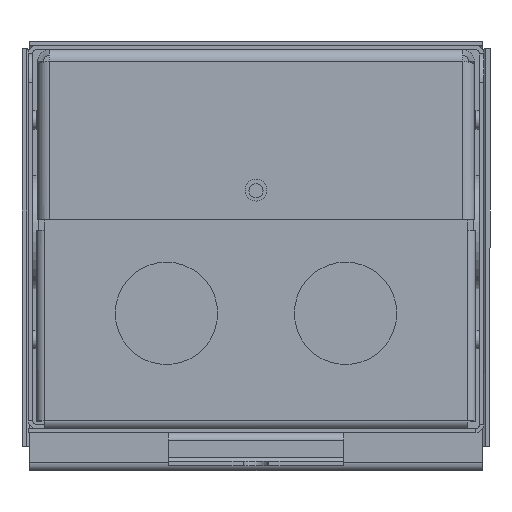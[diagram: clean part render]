
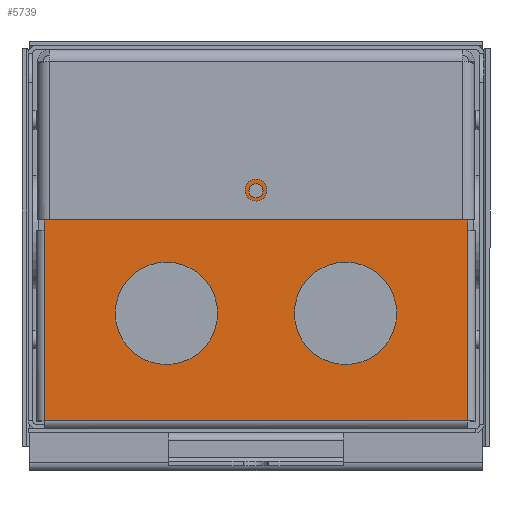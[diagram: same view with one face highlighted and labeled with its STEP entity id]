
A CAD part, front view. The second image highlights one B-rep face of the part: STEP entity #5739.
In plain terms, the highlighted planar face has unit normal (0, -1, 0).
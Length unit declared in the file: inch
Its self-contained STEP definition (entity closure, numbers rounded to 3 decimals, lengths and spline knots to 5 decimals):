
#857 = FACE_BOUND ( 'NONE', #7300, .T. ) ;
#860 = FACE_BOUND ( 'NONE', #7351, .T. ) ;
#862 = FACE_OUTER_BOUND ( 'NONE', #7273, .T. ) ;
#863 = FACE_BOUND ( 'NONE', #7454, .T. ) ;
#1876 = AXIS2_PLACEMENT_3D ( 'NONE', #2258, #2260, #2266 ) ;
#2044 = AXIS2_PLACEMENT_3D ( 'NONE', #4490, #4491, #4492 ) ;
#2054 = AXIS2_PLACEMENT_3D ( 'NONE', #4590, #4591, #4592 ) ;
#2061 = AXIS2_PLACEMENT_3D ( 'NONE', #4621, #4622, #4623 ) ;
#2072 = AXIS2_PLACEMENT_3D ( 'NONE', #4732, #4733, #4734 ) ;
#2073 = AXIS2_PLACEMENT_3D ( 'NONE', #4735, #4736, #4737 ) ;
#2077 = AXIS2_PLACEMENT_3D ( 'NONE', #4752, #4753, #4754 ) ;
#2258 = CARTESIAN_POINT ( 'NONE',  ( 0., -0.0359, 0. ) ) ;
#2260 = DIRECTION ( 'NONE',  ( 0., 1., 0. ) ) ;
#2263 = PLANE ( 'NONE',  #1876 ) ;
#2266 = DIRECTION ( 'NONE',  ( 0., 0., 1. ) ) ;
#3169 = CARTESIAN_POINT ( 'NONE',  ( 0.7655, -0.0359, 0.5625 ) ) ;
#3172 = CARTESIAN_POINT ( 'NONE',  ( 0.7655, -0.0359, -0.3125 ) ) ;
#3176 = CARTESIAN_POINT ( 'NONE',  ( -0.7655, -0.0359, 0.5625 ) ) ;
#3215 = CARTESIAN_POINT ( 'NONE',  ( 1.8081, -0.0359, -0.587 ) ) ;
#3218 = CARTESIAN_POINT ( 'NONE',  ( -1.8081, -0.0359, -1.11 ) ) ;
#3225 = CARTESIAN_POINT ( 'NONE',  ( 1.8081, -0.0359, 1.0431 ) ) ;
#3228 = CARTESIAN_POINT ( 'NONE',  ( 1.8081, -0.0359, -1.11 ) ) ;
#3260 = CARTESIAN_POINT ( 'NONE',  ( -1.8081, -0.0359, 1.0431 ) ) ;
#3325 = CARTESIAN_POINT ( 'NONE',  ( -1.8081, -0.0359, -0.587 ) ) ;
#3435 = CARTESIAN_POINT ( 'NONE',  ( 0., -0.0359, -0.8625 ) ) ;
#3547 = CARTESIAN_POINT ( 'NONE',  ( -0.7655, -0.0359, -0.3125 ) ) ;
#3548 = CARTESIAN_POINT ( 'NONE',  ( 0., -0.0359, -0.9825 ) ) ;
#4104 = CIRCLE ( 'NONE', #2044, 0.06 ) ;
#4166 = CIRCLE ( 'NONE', #2054, 0.06 ) ;
#4186 = CIRCLE ( 'NONE', #2061, 0.4375 ) ;
#4237 = LINE ( 'NONE', #4690, #4248 ) ;
#4243 = LINE ( 'NONE', #4705, #4246 ) ;
#4245 = LINE ( 'NONE', #4713, #4257 ) ;
#4246 = VECTOR ( 'NONE', #4707, 39.37008 ) ;
#4248 = VECTOR ( 'NONE', #4708, 39.37008 ) ;
#4249 = LINE ( 'NONE', #4711, #4252 ) ;
#4252 = VECTOR ( 'NONE', #4712, 39.37008 ) ;
#4254 = CIRCLE ( 'NONE', #2073, 0.4375 ) ;
#4256 = LINE ( 'NONE', #4719, #4259 ) ;
#4257 = VECTOR ( 'NONE', #4718, 39.37008 ) ;
#4259 = VECTOR ( 'NONE', #4720, 39.37008 ) ;
#4262 = CIRCLE ( 'NONE', #2072, 0.4375 ) ;
#4269 = CIRCLE ( 'NONE', #2077, 0.4375 ) ;
#4287 = LINE ( 'NONE', #4783, #4290 ) ;
#4290 = VECTOR ( 'NONE', #4784, 39.37008 ) ;
#4490 = CARTESIAN_POINT ( 'NONE',  ( 0., -0.0359, -0.9225 ) ) ;
#4491 = DIRECTION ( 'NONE',  ( 0., 1., 0. ) ) ;
#4492 = DIRECTION ( 'NONE',  ( 0., 0., 1. ) ) ;
#4590 = CARTESIAN_POINT ( 'NONE',  ( 0., -0.0359, -0.9225 ) ) ;
#4591 = DIRECTION ( 'NONE',  ( 0., 1., 0. ) ) ;
#4592 = DIRECTION ( 'NONE',  ( 0., 0., 1. ) ) ;
#4621 = CARTESIAN_POINT ( 'NONE',  ( -0.7655, -0.0359, 0.125 ) ) ;
#4622 = DIRECTION ( 'NONE',  ( 0., -1., 0. ) ) ;
#4623 = DIRECTION ( 'NONE',  ( 0., 0., -1. ) ) ;
#4690 = CARTESIAN_POINT ( 'NONE',  ( 1.8081, -0.0359, -1.11 ) ) ;
#4705 = CARTESIAN_POINT ( 'NONE',  ( -1.8081, -0.0359, -1.11 ) ) ;
#4707 = DIRECTION ( 'NONE',  ( 0., 0., -1. ) ) ;
#4708 = DIRECTION ( 'NONE',  ( 0., 0., 1. ) ) ;
#4711 = CARTESIAN_POINT ( 'NONE',  ( -1.875, -0.0359, -1.11 ) ) ;
#4712 = DIRECTION ( 'NONE',  ( -1., 0., 0. ) ) ;
#4713 = CARTESIAN_POINT ( 'NONE',  ( 1.81126, -0.0359, 1.0431 ) ) ;
#4718 = DIRECTION ( 'NONE',  ( -1., 0., 0. ) ) ;
#4719 = CARTESIAN_POINT ( 'NONE',  ( -1.8081, -0.0359, 1.04626 ) ) ;
#4720 = DIRECTION ( 'NONE',  ( 0., 0., -1. ) ) ;
#4732 = CARTESIAN_POINT ( 'NONE',  ( 0.7655, -0.0359, 0.125 ) ) ;
#4733 = DIRECTION ( 'NONE',  ( 0., -1., 0. ) ) ;
#4734 = DIRECTION ( 'NONE',  ( 0., 0., -1. ) ) ;
#4735 = CARTESIAN_POINT ( 'NONE',  ( -0.7655, -0.0359, 0.125 ) ) ;
#4736 = DIRECTION ( 'NONE',  ( 0., -1., 0. ) ) ;
#4737 = DIRECTION ( 'NONE',  ( 0., 0., -1. ) ) ;
#4752 = CARTESIAN_POINT ( 'NONE',  ( 0.7655, -0.0359, 0.125 ) ) ;
#4753 = DIRECTION ( 'NONE',  ( 0., -1., 0. ) ) ;
#4754 = DIRECTION ( 'NONE',  ( 0., 0., -1. ) ) ;
#4783 = CARTESIAN_POINT ( 'NONE',  ( 1.8081, -0.0359, -1.11 ) ) ;
#4784 = DIRECTION ( 'NONE',  ( 0., 0., 1. ) ) ;
#5739 = ADVANCED_FACE ( 'NONE', ( #857, #863, #860, #862 ), #2263, .F. ) ;
#6105 = ORIENTED_EDGE ( 'NONE', *, *, #8044, .T. ) ;
#6114 = ORIENTED_EDGE ( 'NONE', *, *, #8016, .T. ) ;
#6117 = ORIENTED_EDGE ( 'NONE', *, *, #8018, .F. ) ;
#6119 = ORIENTED_EDGE ( 'NONE', *, *, #8021, .T. ) ;
#6608 = VERTEX_POINT ( 'NONE', #3169 ) ;
#6612 = VERTEX_POINT ( 'NONE', #3172 ) ;
#6616 = VERTEX_POINT ( 'NONE', #3176 ) ;
#6669 = VERTEX_POINT ( 'NONE', #3215 ) ;
#6674 = VERTEX_POINT ( 'NONE', #3218 ) ;
#6675 = VERTEX_POINT ( 'NONE', #3225 ) ;
#6678 = VERTEX_POINT ( 'NONE', #3228 ) ;
#6710 = VERTEX_POINT ( 'NONE', #3260 ) ;
#6775 = VERTEX_POINT ( 'NONE', #3325 ) ;
#6885 = VERTEX_POINT ( 'NONE', #3435 ) ;
#6997 = VERTEX_POINT ( 'NONE', #3547 ) ;
#6998 = VERTEX_POINT ( 'NONE', #3548 ) ;
#7273 = EDGE_LOOP ( 'NONE', ( #8957, #8961, #6117, #6114, #6105, #6119 ) ) ;
#7300 = EDGE_LOOP ( 'NONE', ( #8901, #8893 ) ) ;
#7351 = EDGE_LOOP ( 'NONE', ( #8808, #8807 ) ) ;
#7454 = EDGE_LOOP ( 'NONE', ( #8958, #8896 ) ) ;
#7930 = EDGE_CURVE ( 'NONE', #6998, #6885, #4104, .T. ) ;
#7968 = EDGE_CURVE ( 'NONE', #6885, #6998, #4166, .T. ) ;
#7980 = EDGE_CURVE ( 'NONE', #6616, #6997, #4186, .T. ) ;
#8015 = EDGE_CURVE ( 'NONE', #6775, #6674, #4243, .T. ) ;
#8016 = EDGE_CURVE ( 'NONE', #6678, #6669, #4237, .T. ) ;
#8018 = EDGE_CURVE ( 'NONE', #6678, #6674, #4249, .T. ) ;
#8021 = EDGE_CURVE ( 'NONE', #6675, #6710, #4245, .T. ) ;
#8022 = EDGE_CURVE ( 'NONE', #6710, #6775, #4256, .T. ) ;
#8025 = EDGE_CURVE ( 'NONE', #6612, #6608, #4262, .T. ) ;
#8026 = EDGE_CURVE ( 'NONE', #6997, #6616, #4254, .T. ) ;
#8032 = EDGE_CURVE ( 'NONE', #6608, #6612, #4269, .T. ) ;
#8044 = EDGE_CURVE ( 'NONE', #6669, #6675, #4287, .T. ) ;
#8807 = ORIENTED_EDGE ( 'NONE', *, *, #8032, .F. ) ;
#8808 = ORIENTED_EDGE ( 'NONE', *, *, #8025, .F. ) ;
#8893 = ORIENTED_EDGE ( 'NONE', *, *, #7930, .T. ) ;
#8896 = ORIENTED_EDGE ( 'NONE', *, *, #7980, .F. ) ;
#8901 = ORIENTED_EDGE ( 'NONE', *, *, #7968, .T. ) ;
#8957 = ORIENTED_EDGE ( 'NONE', *, *, #8022, .T. ) ;
#8958 = ORIENTED_EDGE ( 'NONE', *, *, #8026, .F. ) ;
#8961 = ORIENTED_EDGE ( 'NONE', *, *, #8015, .T. ) ;
